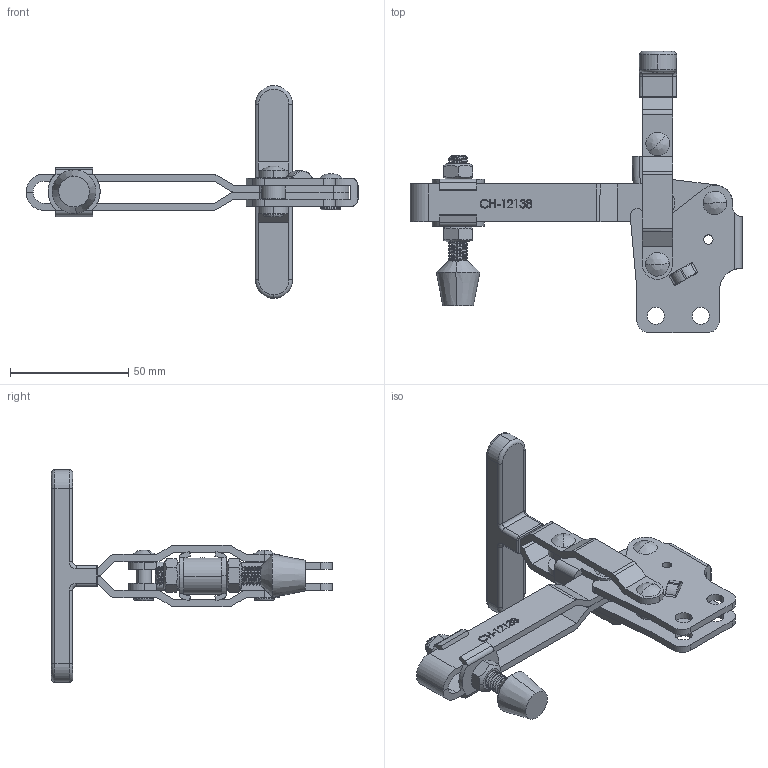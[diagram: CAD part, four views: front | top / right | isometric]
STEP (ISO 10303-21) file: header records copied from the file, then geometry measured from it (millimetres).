
FILE_DESCRIPTION (( 'STEP AP203' ), '1' );
FILE_NAME ('CH-12138.STEP', '2017-11-08T08:13:31', ( 'Windows' ), ( 'Microsoft' ), 'SwSTEP 2.0', 'SolidWorks 2015', '' );
FILE_SCHEMA (( 'CONFIG_CONTROL_DESIGN' ));
Length unit declared in the file: millimetre
Products named in the file (11): CH-12138-02 LONG U-BAR; CH-FW-516; CH-FC-56212 Nut; CH-FC-56212 SPINDLE SUPPLIED; CH-12145-01 STRAIGHT BASE; CH-12148-03 T-HANDLE; CH-12130-04 CONNECTING-PLATE; CH-12138; CH-12130-05; CH-12130-08; CH-12130-06
Assembly tree (14 placements, depth 2):
  CH-12138
    CH-12145-01 STRAIGHT BASE
    CH-12130-04 CONNECTING-PLATE
    CH-12130-05
    CH-12130-08  x2
    CH-12130-06  x2
    CH-12138-02 LONG U-BAR
    CH-FW-516  x2
    CH-FC-56212 Nut  x2
    CH-FC-56212 SPINDLE SUPPLIED
    CH-12148-03 T-HANDLE
Bounding box: 140.5 x 118.98 x 90 mm (x, y, z)
Volume: 58711.5 mm3; surface area: 42688.2 mm2
Topology: 15 solids, 15 shells, 835 faces, 2241 edges, 1460 vertices
Faces by surface type: plane 299, cylinder 255, bspline 192, torus 46, cone 43
Entity records: 35524 total; most frequent: CARTESIAN_POINT 16669, ORIENTED_EDGE 4064, DIRECTION 3039, EDGE_CURVE 2032, VERTEX_POINT 1334, LINE 1071, VECTOR 1071, AXIS2_PLACEMENT_3D 984
